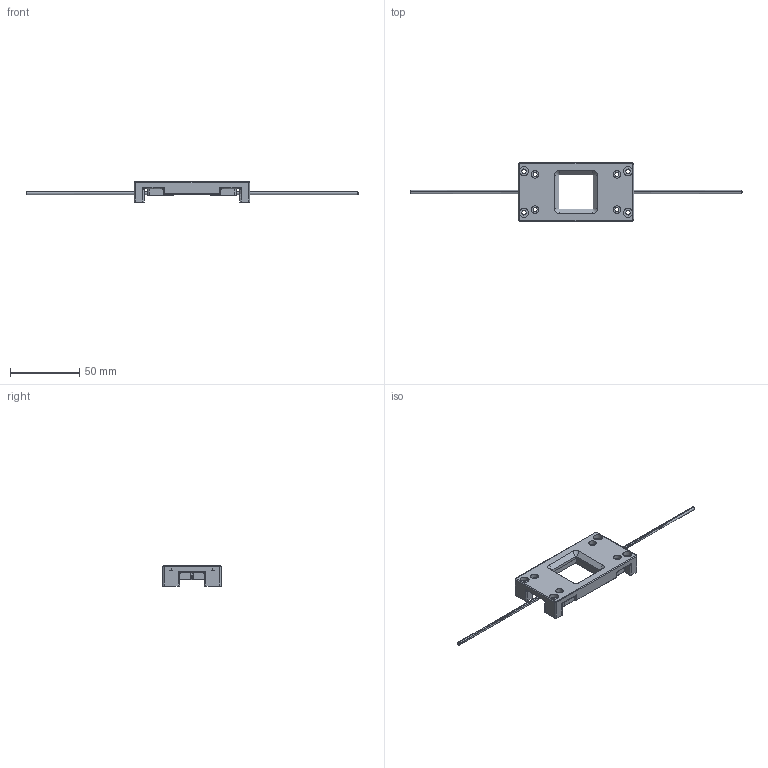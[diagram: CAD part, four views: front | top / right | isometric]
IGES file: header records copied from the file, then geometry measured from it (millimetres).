
Start section:  PTC IGES file: 148468.igs
Global section: file name: 148468.igs; native system: Pro/ENGINEER by Parametric Technology Corporation; preprocessor: 2009141; author: banengservice; organization: Unknown; date: 20110707.083104; units: inch
Bounding box: 239.39 x 42 x 14.5 mm (x, y, z)
Volume: 21507.7 mm3; surface area: 18276.5 mm2
Topology: 15 solids, 17 shells, 1320 faces, 3498 edges, 2274 vertices
Faces by surface type: bspline 846, revolution 460, extrusion 14
